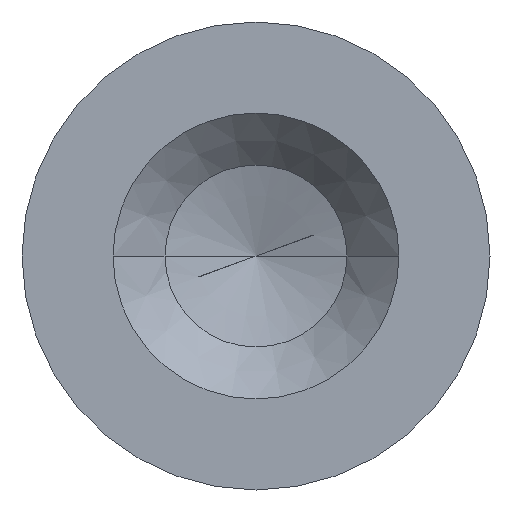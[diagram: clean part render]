
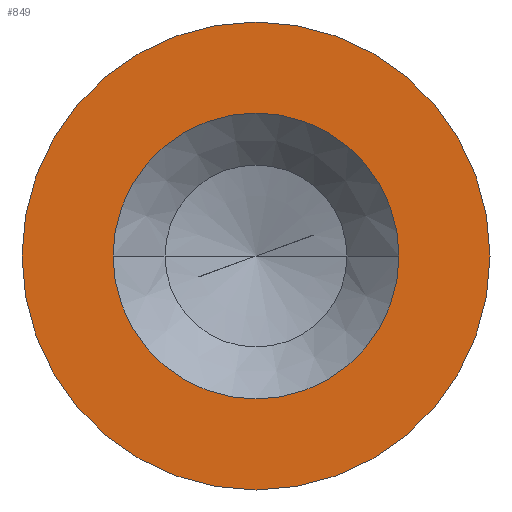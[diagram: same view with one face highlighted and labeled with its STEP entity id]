
A CAD part, front view. The second image highlights one B-rep face of the part: STEP entity #849.
In plain terms, the highlighted planar face has unit normal (0, -1, 0).
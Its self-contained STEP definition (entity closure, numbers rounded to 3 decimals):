
#272=CARTESIAN_POINT('',(-0.875,-0.5,0.));
#273=DIRECTION('',(0.,1.,0.));
#274=DIRECTION('',(1.,0.,0.));
#275=AXIS2_PLACEMENT_3D('',#272,#273,#274);
#277=CARTESIAN_POINT('',(-0.875,-0.5,0.));
#278=DIRECTION('',(0.,1.,0.));
#279=DIRECTION('',(-1.,0.,0.));
#280=AXIS2_PLACEMENT_3D('',#277,#278,#279);
#282=CARTESIAN_POINT('',(-0.875,-0.5,0.));
#283=DIRECTION('',(0.,-1.,0.));
#284=DIRECTION('',(1.,0.,0.));
#285=AXIS2_PLACEMENT_3D('',#282,#283,#284);
#287=CARTESIAN_POINT('',(-0.875,-0.5,0.));
#288=DIRECTION('',(0.,-1.,0.));
#289=DIRECTION('',(-1.,0.,0.));
#290=AXIS2_PLACEMENT_3D('',#287,#288,#289);
#402=CARTESIAN_POINT('',(1.375,-0.5,0.));
#403=VERTEX_POINT('',#402);
#404=CARTESIAN_POINT('',(-3.125,-0.5,0.));
#405=VERTEX_POINT('',#404);
#406=CARTESIAN_POINT('',(0.5,-0.5,0.));
#407=CARTESIAN_POINT('',(-2.25,-0.5,0.));
#408=VERTEX_POINT('',#406);
#409=VERTEX_POINT('',#407);
#834=CARTESIAN_POINT('',(-0.875,-0.5,0.));
#835=DIRECTION('',(0.,-1.,0.));
#836=DIRECTION('',(-1.,0.,0.));
#837=AXIS2_PLACEMENT_3D('',#834,#835,#836);
#838=PLANE('',#837);
#839=ORIENTED_EDGE('',*,*,#829,.T.);
#840=ORIENTED_EDGE('',*,*,#813,.T.);
#841=EDGE_LOOP('',(#839,#840));
#842=FACE_OUTER_BOUND('',#841,.F.);
#844=ORIENTED_EDGE('',*,*,#843,.T.);
#846=ORIENTED_EDGE('',*,*,#845,.T.);
#847=EDGE_LOOP('',(#844,#846));
#848=FACE_BOUND('',#847,.F.);
#276=CIRCLE('',#275,2.25);
#281=CIRCLE('',#280,2.25);
#286=CIRCLE('',#285,1.375);
#291=CIRCLE('',#290,1.375);
#813=EDGE_CURVE('',#405,#403,#281,.T.);
#829=EDGE_CURVE('',#403,#405,#276,.T.);
#843=EDGE_CURVE('',#408,#409,#286,.T.);
#845=EDGE_CURVE('',#409,#408,#291,.T.);
#849=ADVANCED_FACE('',(#842,#848),#838,.T.);
